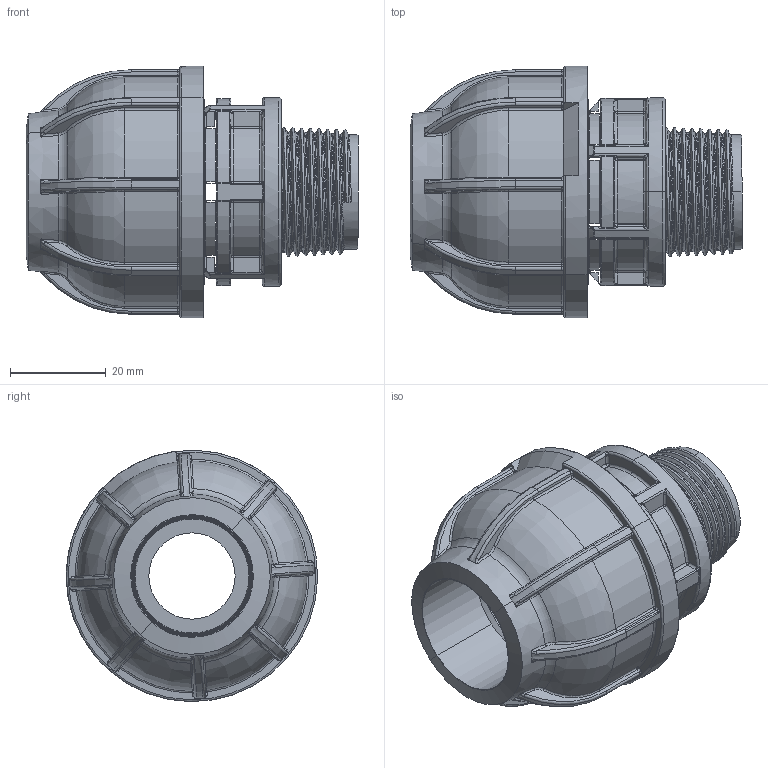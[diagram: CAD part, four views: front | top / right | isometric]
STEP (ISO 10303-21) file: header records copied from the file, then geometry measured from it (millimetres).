
FILE_DESCRIPTION (( 'STEP AP203' ), '1' );
FILE_NAME ('R211.025.034.step', '2013-11-19T09:10:51', ( 'Alusic' ), ( 'Alusic' ), 'SwSTEP 2.0', 'SolidWorks 2011', '' );
FILE_SCHEMA (( 'CONFIG_CONTROL_DESIGN' ));
Length unit declared in the file: millimetre
Products named in the file (1): R211.025.034
Bounding box: 69.2 x 52.39 x 52.39 mm (x, y, z)
Surface area: 21933.8 mm2 (no closed solid volume)
Topology: 0 solids, 3 shells, 948 faces, 3587 edges, 2449 vertices
Faces by surface type: cylinder 282, bspline 244, torus 190, plane 152, sphere 49, cone 31
Entity records: 65063 total; most frequent: CARTESIAN_POINT 38859, ORIENTED_EDGE 6269, DIRECTION 4378, EDGE_CURVE 3531, VERTEX_POINT 2445, AXIS2_PLACEMENT_3D 1903, B_SPLINE_CURVE_WITH_KNOTS 1690, CIRCLE 1198
